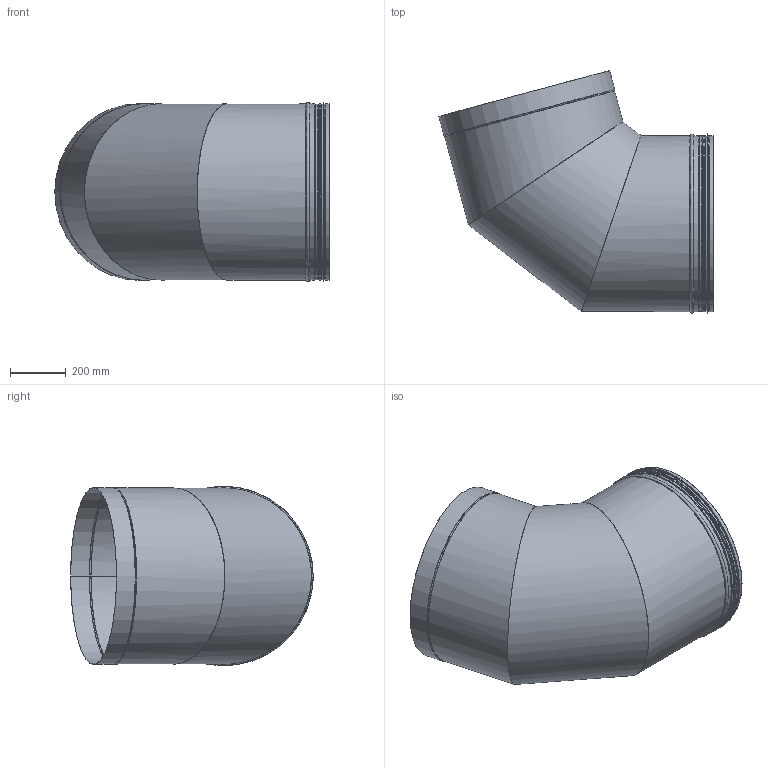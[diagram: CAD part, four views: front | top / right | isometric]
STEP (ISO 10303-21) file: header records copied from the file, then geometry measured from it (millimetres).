
FILE_DESCRIPTION(/* description */ ('Rörämne n böj imkanal'),/* implementation_level */ '2;1');
FILE_NAME(/* name */ 'HVH-75-8.stp',/* time_stamp */ '2016-02-10T15:07:36+01:00',/* author */ ('John'),/* organization */ (''),/* preprocessor_version */ 'ST-DEVELOPER v15.6',/* originating_system */ 'Autodesk Inventor 2015',/* authorisation */ '');
FILE_SCHEMA (('AUTOMOTIVE_DESIGN { 1 0 10303 214 3 1 1 }'));
Length unit declared in the file: millimetre
Products named in the file (6): HVH-75-AA-8; HVH-75-AB-8; HVH-75-AC-8; HIK-AA-9; HIK-AB-9; HVH-75-8
Assembly tree (5 placements, depth 2):
  HVH-75-8
    HVH-75-AA-8
    HVH-75-AB-8
    HVH-75-AC-8
    HIK-AA-9
    HIK-AB-9
Bounding box: 985.19 x 871.28 x 644.36 mm (x, y, z)
Volume: 2024011.1 mm3; surface area: 3999269.4 mm2
Topology: 5 solids, 5 shells, 132 faces, 260 edges, 138 vertices
Faces by surface type: plane 64, torus 32, cylinder 24, cone 12
Full cylindrical faces by diameter (mm): 627 x2, 630.6 x2, 631.6 x1, 644.6 x1
Entity records: 3525 total; most frequent: DIRECTION 662, CARTESIAN_POINT 527, ORIENTED_EDGE 492, AXIS2_PLACEMENT_3D 273, EDGE_CURVE 246, EDGE_LOOP 150, VERTEX_POINT 138, STYLED_ITEM 137
